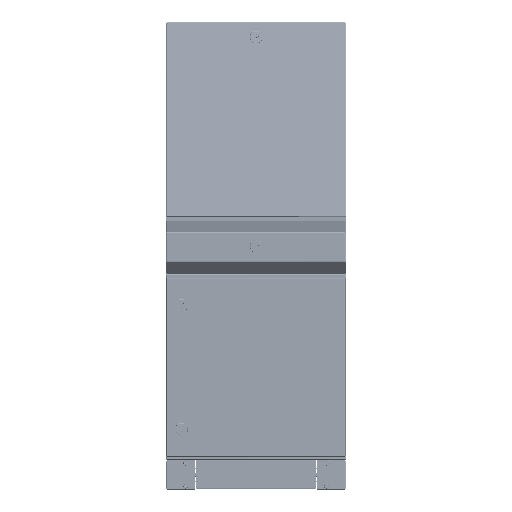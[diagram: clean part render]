
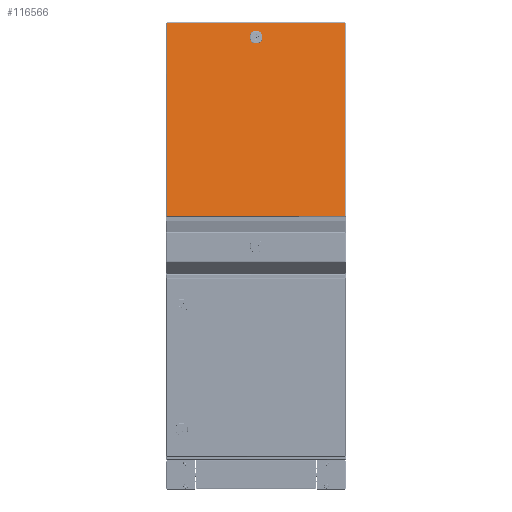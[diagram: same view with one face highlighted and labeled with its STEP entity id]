
A CAD part, top view. The second image highlights one B-rep face of the part: STEP entity #116566.
In plain terms, the highlighted face is planar.
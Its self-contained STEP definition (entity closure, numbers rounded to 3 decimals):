
#1097 = LINE ( 'NONE', #56979, #115090 ) ;
#1427 = ORIENTED_EDGE ( 'NONE', *, *, #116644, .F. ) ;
#3955 = DIRECTION ( 'NONE',  ( 0., 0., 1. ) ) ;
#6711 = CARTESIAN_POINT ( 'NONE',  ( 9.65, 267.785, 0. ) ) ;
#13422 = VECTOR ( 'NONE', #102347, 1000. ) ;
#14572 = AXIS2_PLACEMENT_3D ( 'NONE', #31058, #43215, #87738 ) ;
#15220 = DIRECTION ( 'NONE',  ( -1., 0., 0. ) ) ;
#15237 = AXIS2_PLACEMENT_3D ( 'NONE', #6711, #3955, #74660 ) ;
#16153 = FACE_OUTER_BOUND ( 'NONE', #157432, .T. ) ;
#18161 = VERTEX_POINT ( 'NONE', #80411 ) ;
#18754 = DIRECTION ( 'NONE',  ( 0., 1., 0. ) ) ;
#20788 = ORIENTED_EDGE ( 'NONE', *, *, #118734, .F. ) ;
#20985 = VECTOR ( 'NONE', #33936, 1000. ) ;
#23020 = EDGE_CURVE ( 'NONE', #52236, #18161, #178524, .T. ) ;
#24156 = LINE ( 'NONE', #53940, #110672 ) ;
#27994 = CARTESIAN_POINT ( 'NONE',  ( 297., -326.435, 0. ) ) ;
#29512 = DIRECTION ( 'NONE',  ( 0., 0., 1. ) ) ;
#29608 = VECTOR ( 'NONE', #144365, 1000. ) ;
#31058 = CARTESIAN_POINT ( 'NONE',  ( 0., 0., 0. ) ) ;
#33936 = DIRECTION ( 'NONE',  ( -1., 0., 0. ) ) ;
#34632 = CARTESIAN_POINT ( 'NONE',  ( -297., -326.435, 0. ) ) ;
#40612 = CARTESIAN_POINT ( 'NONE',  ( 10.65, 287.085, 0. ) ) ;
#43215 = DIRECTION ( 'NONE',  ( 0., 0., -1. ) ) ;
#44115 = CARTESIAN_POINT ( 'NONE',  ( -10.65, 287.085, 0. ) ) ;
#46184 = EDGE_CURVE ( 'NONE', #18161, #160413, #142499, .T. ) ;
#47595 = EDGE_CURVE ( 'NONE', #58527, #101666, #98507, .T. ) ;
#49290 = VERTEX_POINT ( 'NONE', #129561 ) ;
#49727 = LINE ( 'NONE', #106311, #20985 ) ;
#50551 = VERTEX_POINT ( 'NONE', #112217 ) ;
#51180 = DIRECTION ( 'NONE',  ( -1., 0., 0. ) ) ;
#51702 = VERTEX_POINT ( 'NONE', #34632 ) ;
#52236 = VERTEX_POINT ( 'NONE', #40612 ) ;
#53476 = CARTESIAN_POINT ( 'NONE',  ( -9.65, 266.785, 0. ) ) ;
#53940 = CARTESIAN_POINT ( 'NONE',  ( -297., 327.228, 0. ) ) ;
#56979 = CARTESIAN_POINT ( 'NONE',  ( 10.65, 287.085, 0. ) ) ;
#56986 = AXIS2_PLACEMENT_3D ( 'NONE', #92963, #133807, #51180 ) ;
#57468 = DIRECTION ( 'NONE',  ( 1., 0., 0. ) ) ;
#58527 = VERTEX_POINT ( 'NONE', #84231 ) ;
#59535 = EDGE_CURVE ( 'NONE', #101666, #49290, #164905, .T. ) ;
#62831 = CARTESIAN_POINT ( 'NONE',  ( -9.65, 266.785, 0. ) ) ;
#63763 = ORIENTED_EDGE ( 'NONE', *, *, #47595, .F. ) ;
#70152 = CARTESIAN_POINT ( 'NONE',  ( -9.65, 288.085, 0. ) ) ;
#74349 = CARTESIAN_POINT ( 'NONE',  ( -9.65, 288.085, 0. ) ) ;
#74660 = DIRECTION ( 'NONE',  ( 1., 0., 0. ) ) ;
#78683 = AXIS2_PLACEMENT_3D ( 'NONE', #128865, #29512, #57468 ) ;
#80411 = CARTESIAN_POINT ( 'NONE',  ( 9.65, 288.085, 0. ) ) ;
#81135 = EDGE_CURVE ( 'NONE', #173973, #116871, #108037, .T. ) ;
#84231 = CARTESIAN_POINT ( 'NONE',  ( -10.65, 267.785, 0. ) ) ;
#84303 = EDGE_CURVE ( 'NONE', #51702, #173973, #173861, .T. ) ;
#84324 = CARTESIAN_POINT ( 'NONE',  ( -9.65, 267.785, 0. ) ) ;
#85316 = ORIENTED_EDGE ( 'NONE', *, *, #117773, .T. ) ;
#87738 = DIRECTION ( 'NONE',  ( -1., 0., 0. ) ) ;
#89464 = CIRCLE ( 'NONE', #15237, 1. ) ;
#89682 = AXIS2_PLACEMENT_3D ( 'NONE', #84324, #143692, #144607 ) ;
#92963 = CARTESIAN_POINT ( 'NONE',  ( 9.65, 287.085, 0. ) ) ;
#95594 = EDGE_LOOP ( 'NONE', ( #136267, #63763, #1427, #172254, #108927, #150110, #111752, #20788 ) ) ;
#96362 = VECTOR ( 'NONE', #15220, 1000. ) ;
#97166 = EDGE_CURVE ( 'NONE', #160413, #157078, #143854, .T. ) ;
#98507 = CIRCLE ( 'NONE', #89682, 1. ) ;
#101666 = VERTEX_POINT ( 'NONE', #53476 ) ;
#102347 = DIRECTION ( 'NONE',  ( 1., 0., 0. ) ) ;
#106060 = VECTOR ( 'NONE', #135197, 1000. ) ;
#106311 = CARTESIAN_POINT ( 'NONE',  ( 297.793, 326.435, 0. ) ) ;
#108037 = LINE ( 'NONE', #161073, #111008 ) ;
#108927 = ORIENTED_EDGE ( 'NONE', *, *, #46184, .F. ) ;
#110672 = VECTOR ( 'NONE', #140194, 1000. ) ;
#111008 = VECTOR ( 'NONE', #163818, 1000. ) ;
#111752 = ORIENTED_EDGE ( 'NONE', *, *, #166610, .F. ) ;
#112217 = CARTESIAN_POINT ( 'NONE',  ( 10.65, 267.785, 0. ) ) ;
#115090 = VECTOR ( 'NONE', #18754, 1000. ) ;
#115510 = FACE_BOUND ( 'NONE', #95594, .T. ) ;
#116566 = ADVANCED_FACE ( 'NONE', ( #115510, #16153 ), #130382, .F. ) ;
#116644 = EDGE_CURVE ( 'NONE', #157078, #58527, #141583, .T. ) ;
#116871 = VERTEX_POINT ( 'NONE', #128103 ) ;
#117773 = EDGE_CURVE ( 'NONE', #116871, #172811, #49727, .T. ) ;
#118074 = CARTESIAN_POINT ( 'NONE',  ( -297.793, -326.435, 0. ) ) ;
#118410 = ORIENTED_EDGE ( 'NONE', *, *, #81135, .T. ) ;
#118734 = EDGE_CURVE ( 'NONE', #49290, #50551, #89464, .T. ) ;
#122126 = EDGE_CURVE ( 'NONE', #172811, #51702, #24156, .T. ) ;
#122622 = CARTESIAN_POINT ( 'NONE',  ( -10.65, 287.085, 0. ) ) ;
#128103 = CARTESIAN_POINT ( 'NONE',  ( 297., 326.435, 0. ) ) ;
#128865 = CARTESIAN_POINT ( 'NONE',  ( -9.65, 287.085, 0. ) ) ;
#129561 = CARTESIAN_POINT ( 'NONE',  ( 9.65, 266.785, 0. ) ) ;
#130382 = PLANE ( 'NONE',  #14572 ) ;
#131860 = ORIENTED_EDGE ( 'NONE', *, *, #84303, .T. ) ;
#133807 = DIRECTION ( 'NONE',  ( 0., 0., 1. ) ) ;
#135197 = DIRECTION ( 'NONE',  ( 1., 0., 0. ) ) ;
#136267 = ORIENTED_EDGE ( 'NONE', *, *, #59535, .F. ) ;
#140194 = DIRECTION ( 'NONE',  ( 0., -1., 0. ) ) ;
#141583 = LINE ( 'NONE', #44115, #29608 ) ;
#142499 = LINE ( 'NONE', #70152, #96362 ) ;
#143692 = DIRECTION ( 'NONE',  ( 0., 0., 1. ) ) ;
#143854 = CIRCLE ( 'NONE', #78683, 1. ) ;
#144365 = DIRECTION ( 'NONE',  ( 0., -1., 0. ) ) ;
#144607 = DIRECTION ( 'NONE',  ( 1., 0., 0. ) ) ;
#150110 = ORIENTED_EDGE ( 'NONE', *, *, #23020, .F. ) ;
#157078 = VERTEX_POINT ( 'NONE', #122622 ) ;
#157432 = EDGE_LOOP ( 'NONE', ( #170825, #131860, #118410, #85316 ) ) ;
#160413 = VERTEX_POINT ( 'NONE', #74349 ) ;
#161073 = CARTESIAN_POINT ( 'NONE',  ( 297., -327.228, 0. ) ) ;
#163818 = DIRECTION ( 'NONE',  ( 0., 1., 0. ) ) ;
#164905 = LINE ( 'NONE', #62831, #106060 ) ;
#166610 = EDGE_CURVE ( 'NONE', #50551, #52236, #1097, .T. ) ;
#170301 = CARTESIAN_POINT ( 'NONE',  ( -297., 326.435, 0. ) ) ;
#170825 = ORIENTED_EDGE ( 'NONE', *, *, #122126, .T. ) ;
#172254 = ORIENTED_EDGE ( 'NONE', *, *, #97166, .F. ) ;
#172811 = VERTEX_POINT ( 'NONE', #170301 ) ;
#173861 = LINE ( 'NONE', #118074, #13422 ) ;
#173973 = VERTEX_POINT ( 'NONE', #27994 ) ;
#178524 = CIRCLE ( 'NONE', #56986, 1. ) ;
